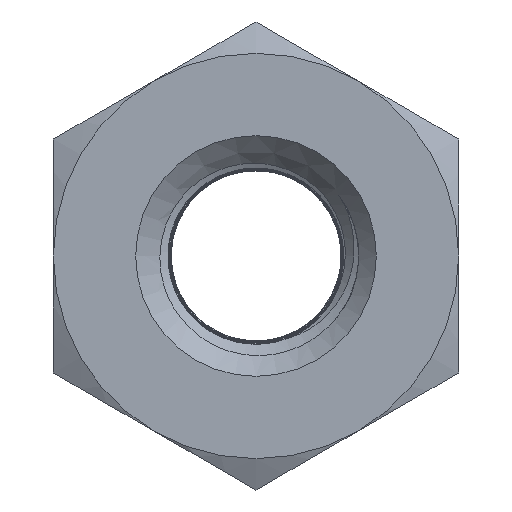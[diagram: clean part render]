
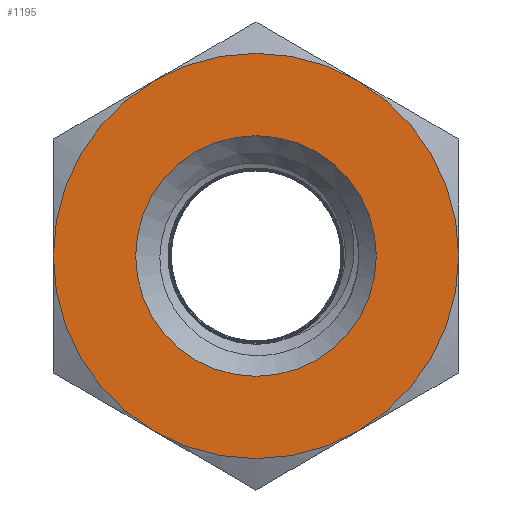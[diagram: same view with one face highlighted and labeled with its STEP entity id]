
A CAD part, left-side view. The second image highlights one B-rep face of the part: STEP entity #1195.
In plain terms, the highlighted face is planar.
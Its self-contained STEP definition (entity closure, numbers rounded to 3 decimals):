
#45=FACE_BOUND('',#219,.T.);
#55=PLANE('',#1285);
#74=CIRCLE('',#1238,8.011);
#82=CIRCLE('',#1273,13.494);
#83=CIRCLE('',#1275,13.494);
#84=CIRCLE('',#1277,13.494);
#85=CIRCLE('',#1279,13.494);
#86=CIRCLE('',#1281,13.494);
#87=CIRCLE('',#1283,13.494);
#149=FACE_OUTER_BOUND('',#218,.T.);
#218=EDGE_LOOP('',(#1005,#1006,#1007,#1008,#1009,#1010));
#219=EDGE_LOOP('',(#1011));
#467=VERTEX_POINT('',#3230);
#516=VERTEX_POINT('',#5916);
#523=VERTEX_POINT('',#5960);
#524=VERTEX_POINT('',#5968);
#526=VERTEX_POINT('',#5978);
#528=VERTEX_POINT('',#5988);
#529=VERTEX_POINT('',#5996);
#606=EDGE_CURVE('',#467,#467,#74,.T.);
#697=EDGE_CURVE('',#523,#526,#82,.T.);
#698=EDGE_CURVE('',#524,#523,#83,.T.);
#699=EDGE_CURVE('',#526,#528,#84,.T.);
#700=EDGE_CURVE('',#528,#529,#85,.T.);
#701=EDGE_CURVE('',#529,#516,#86,.T.);
#702=EDGE_CURVE('',#516,#524,#87,.T.);
#1005=ORIENTED_EDGE('',*,*,#701,.T.);
#1006=ORIENTED_EDGE('',*,*,#702,.T.);
#1007=ORIENTED_EDGE('',*,*,#698,.T.);
#1008=ORIENTED_EDGE('',*,*,#697,.T.);
#1009=ORIENTED_EDGE('',*,*,#699,.T.);
#1010=ORIENTED_EDGE('',*,*,#700,.T.);
#1011=ORIENTED_EDGE('',*,*,#606,.F.);
#1195=ADVANCED_FACE('',(#149,#45),#55,.T.);
#1238=AXIS2_PLACEMENT_3D('',#3232,#1385,#1386);
#1273=AXIS2_PLACEMENT_3D('',#6004,#1474,#1475);
#1275=AXIS2_PLACEMENT_3D('',#6006,#1478,#1479);
#1277=AXIS2_PLACEMENT_3D('',#6008,#1482,#1483);
#1279=AXIS2_PLACEMENT_3D('',#6010,#1486,#1487);
#1281=AXIS2_PLACEMENT_3D('',#6012,#1490,#1491);
#1283=AXIS2_PLACEMENT_3D('',#6014,#1494,#1495);
#1285=AXIS2_PLACEMENT_3D('',#7758,#1498,#1499);
#1385=DIRECTION('center_axis',(1.,0.,0.));
#1386=DIRECTION('ref_axis',(0.,0.,-1.));
#1474=DIRECTION('center_axis',(1.,0.,0.));
#1475=DIRECTION('ref_axis',(0.,0.,-1.));
#1478=DIRECTION('center_axis',(1.,0.,0.));
#1479=DIRECTION('ref_axis',(0.,0.,-1.));
#1482=DIRECTION('center_axis',(1.,0.,0.));
#1483=DIRECTION('ref_axis',(0.,0.,-1.));
#1486=DIRECTION('center_axis',(1.,0.,0.));
#1487=DIRECTION('ref_axis',(0.,0.,-1.));
#1490=DIRECTION('center_axis',(1.,0.,0.));
#1491=DIRECTION('ref_axis',(0.,0.,-1.));
#1494=DIRECTION('center_axis',(1.,0.,0.));
#1495=DIRECTION('ref_axis',(0.,0.,-1.));
#1498=DIRECTION('center_axis',(1.,0.,0.));
#1499=DIRECTION('ref_axis',(0.,0.,-1.));
#3230=CARTESIAN_POINT('',(12.487,0.,7.833));
#3232=CARTESIAN_POINT('Origin',(12.487,0.,-0.177));
#5916=CARTESIAN_POINT('',(12.487,0.,-13.671));
#5960=CARTESIAN_POINT('',(12.487,11.686,6.57));
#5968=CARTESIAN_POINT('',(12.487,11.686,-6.924));
#5978=CARTESIAN_POINT('',(12.487,0.,13.316));
#5988=CARTESIAN_POINT('',(12.487,-11.686,6.57));
#5996=CARTESIAN_POINT('',(12.487,-11.686,-6.924));
#6004=CARTESIAN_POINT('Origin',(12.487,0.,-0.177));
#6006=CARTESIAN_POINT('Origin',(12.487,0.,-0.177));
#6008=CARTESIAN_POINT('Origin',(12.487,0.,-0.177));
#6010=CARTESIAN_POINT('Origin',(12.487,0.,-0.177));
#6012=CARTESIAN_POINT('Origin',(12.487,0.,-0.177));
#6014=CARTESIAN_POINT('Origin',(12.487,0.,-0.177));
#7758=CARTESIAN_POINT('Origin',(12.487,0.,-0.177));
